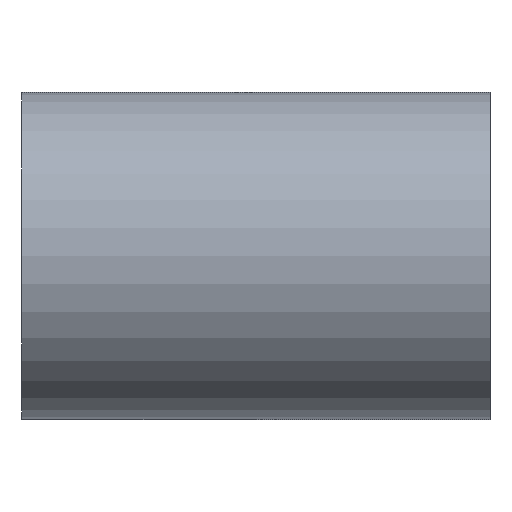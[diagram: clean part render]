
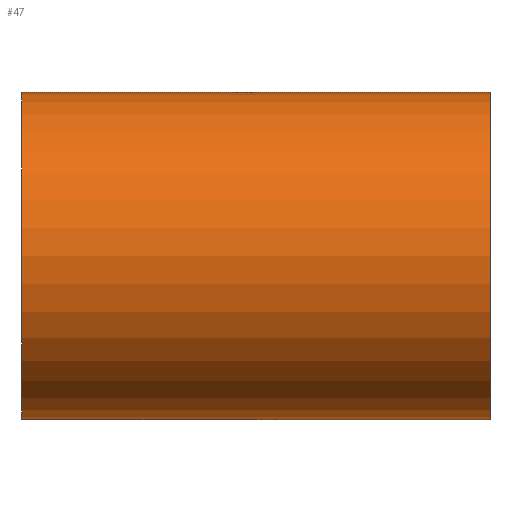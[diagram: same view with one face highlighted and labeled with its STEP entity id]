
A CAD part, left-side view. The second image highlights one B-rep face of the part: STEP entity #47.
In plain terms, the highlighted cylindrical face has radius 3.5 mm (diameter 7 mm), a partial arc.
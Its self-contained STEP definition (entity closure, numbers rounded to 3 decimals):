
#37=CYLINDRICAL_SURFACE('',#270,3.5);
#42=FACE_OUTER_BOUND('',#77,.T.);
#47=ADVANCED_FACE('',(#42),#37,.T.);
#77=EDGE_LOOP('',(#102,#103,#104,#105));
#102=ORIENTED_EDGE('',*,*,#160,.T.);
#103=ORIENTED_EDGE('',*,*,#161,.F.);
#104=ORIENTED_EDGE('',*,*,#162,.F.);
#105=ORIENTED_EDGE('',*,*,#158,.T.);
#140=VERTEX_POINT('',#363);
#141=VERTEX_POINT('',#365);
#142=VERTEX_POINT('',#369);
#143=VERTEX_POINT('',#371);
#158=EDGE_CURVE('',#141,#140,#210,.T.);
#160=EDGE_CURVE('',#140,#142,#173,.T.);
#161=EDGE_CURVE('',#143,#142,#212,.T.);
#162=EDGE_CURVE('',#141,#143,#174,.T.);
#173=CIRCLE('',#268,3.5);
#174=CIRCLE('',#269,3.5);
#210=LINE('',#364,#231);
#212=LINE('',#370,#233);
#231=VECTOR('',#303,1.);
#233=VECTOR('',#309,1.);
#268=AXIS2_PLACEMENT_3D('',#368,#307,#308);
#269=AXIS2_PLACEMENT_3D('',#372,#310,#311);
#270=AXIS2_PLACEMENT_3D('',#373,#312,#313);
#303=DIRECTION('',(0.,1.,0.));
#307=DIRECTION('',(0.,-1.,0.));
#308=DIRECTION('',(1.,0.,0.));
#309=DIRECTION('',(0.,1.,0.));
#310=DIRECTION('',(0.,-1.,0.));
#311=DIRECTION('',(1.,0.,0.));
#312=DIRECTION('',(0.,1.,0.));
#313=DIRECTION('',(0.,0.,1.));
#363=CARTESIAN_POINT('',(-138.495,0.,32.451));
#364=CARTESIAN_POINT('',(-138.495,-10.,32.451));
#365=CARTESIAN_POINT('',(-138.495,-10.,32.451));
#368=CARTESIAN_POINT('',(-138.495,0.,28.951));
#369=CARTESIAN_POINT('',(-138.495,0.,25.451));
#370=CARTESIAN_POINT('',(-138.495,-10.,25.451));
#371=CARTESIAN_POINT('',(-138.495,-10.,25.451));
#372=CARTESIAN_POINT('',(-138.495,-10.,28.951));
#373=CARTESIAN_POINT('',(-138.495,-10.,28.951));
